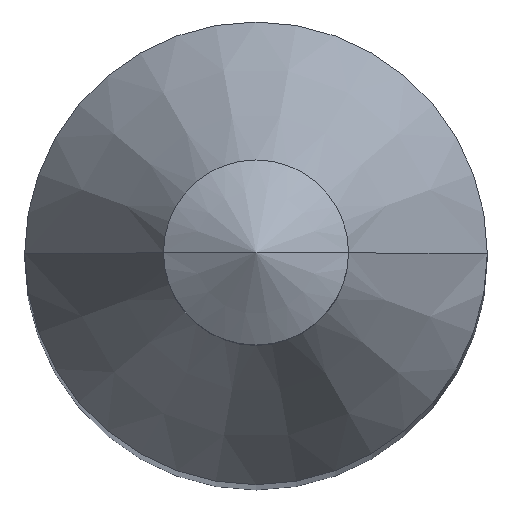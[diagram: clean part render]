
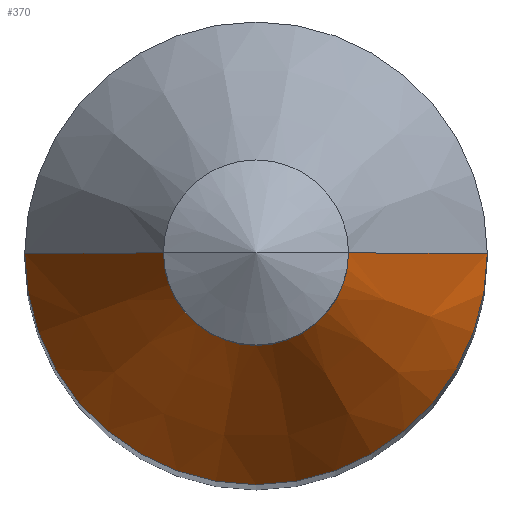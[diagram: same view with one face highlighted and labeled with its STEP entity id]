
A CAD part, top view. The second image highlights one B-rep face of the part: STEP entity #370.
In plain terms, the highlighted conical face has half-angle 30 degrees and reference radius 0.8 mm.
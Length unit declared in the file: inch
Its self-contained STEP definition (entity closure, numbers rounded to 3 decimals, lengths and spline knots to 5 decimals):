
#34 = FACE_OUTER_BOUND ( 'NONE', #246, .T. ) ;
#38 = CARTESIAN_POINT ( 'NONE',  ( 0.07874, 0., 1.21814 ) ) ;
#56 = CARTESIAN_POINT ( 'NONE',  ( 0.0315, 0., 1.29997 ) ) ;
#75 = VERTEX_POINT ( 'NONE', #38 ) ;
#84 = VERTEX_POINT ( 'NONE', #251 ) ;
#98 = CARTESIAN_POINT ( 'NONE',  ( 0., 0., 1.29997 ) ) ;
#100 = DIRECTION ( 'NONE',  ( -1., 0., 0. ) ) ;
#103 = AXIS2_PLACEMENT_3D ( 'NONE', #104, #107, #219 ) ;
#104 = CARTESIAN_POINT ( 'NONE',  ( 0., 0., 1.29997 ) ) ;
#107 = DIRECTION ( 'NONE',  ( 0., 0., -1. ) ) ;
#112 = ORIENTED_EDGE ( 'NONE', *, *, #243, .F. ) ;
#123 = DIRECTION ( 'NONE',  ( -0.5, 0., -0.866 ) ) ;
#135 = VECTOR ( 'NONE', #181, 39.37008 ) ;
#158 = ORIENTED_EDGE ( 'NONE', *, *, #222, .F. ) ;
#160 = CIRCLE ( 'NONE', #366, 0.0315 ) ;
#166 = DIRECTION ( 'NONE',  ( 0., 0., -1. ) ) ;
#169 = VERTEX_POINT ( 'NONE', #318 ) ;
#181 = DIRECTION ( 'NONE',  ( 0.5, 0., -0.866 ) ) ;
#200 = ORIENTED_EDGE ( 'NONE', *, *, #360, .T. ) ;
#203 = VERTEX_POINT ( 'NONE', #329 ) ;
#214 = AXIS2_PLACEMENT_3D ( 'NONE', #397, #244, #296 ) ;
#219 = DIRECTION ( 'NONE',  ( 1., 0., 0. ) ) ;
#222 = EDGE_CURVE ( 'NONE', #84, #75, #395, .T. ) ;
#243 = EDGE_CURVE ( 'NONE', #75, #203, #306, .T. ) ;
#244 = DIRECTION ( 'NONE',  ( 0., 0., -1. ) ) ;
#246 = EDGE_LOOP ( 'NONE', ( #200, #354, #112, #158 ) ) ;
#251 = CARTESIAN_POINT ( 'NONE',  ( 0.0315, 0., 1.29997 ) ) ;
#260 = EDGE_CURVE ( 'NONE', #169, #203, #273, .T. ) ;
#273 = LINE ( 'NONE', #332, #384 ) ;
#296 = DIRECTION ( 'NONE',  ( -1., 0., 0. ) ) ;
#300 = CONICAL_SURFACE ( 'NONE', #103, 0.0315, 0.524 ) ;
#306 = CIRCLE ( 'NONE', #214, 0.07874 ) ;
#318 = CARTESIAN_POINT ( 'NONE',  ( -0.0315, 0., 1.29997 ) ) ;
#329 = CARTESIAN_POINT ( 'NONE',  ( -0.07874, 0., 1.21814 ) ) ;
#332 = CARTESIAN_POINT ( 'NONE',  ( -0.0315, 0., 1.29997 ) ) ;
#354 = ORIENTED_EDGE ( 'NONE', *, *, #260, .T. ) ;
#360 = EDGE_CURVE ( 'NONE', #84, #169, #160, .T. ) ;
#366 = AXIS2_PLACEMENT_3D ( 'NONE', #98, #166, #100 ) ;
#370 = ADVANCED_FACE ( 'NONE', ( #34 ), #300, .T. ) ;
#384 = VECTOR ( 'NONE', #123, 39.37008 ) ;
#395 = LINE ( 'NONE', #56, #135 ) ;
#397 = CARTESIAN_POINT ( 'NONE',  ( 0., 0., 1.21814 ) ) ;
